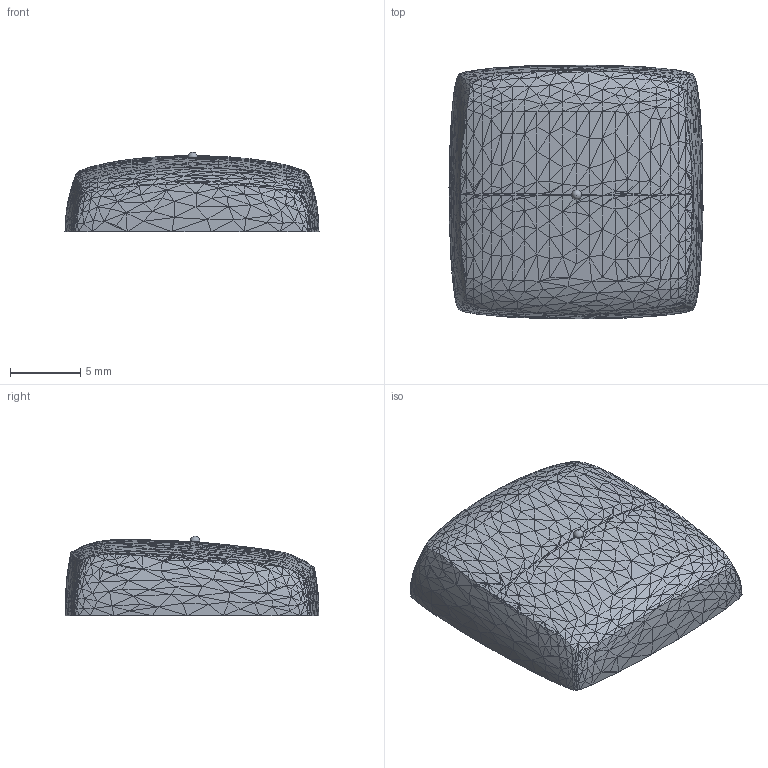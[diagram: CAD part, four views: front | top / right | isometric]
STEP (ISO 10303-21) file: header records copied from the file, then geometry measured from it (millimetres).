
FILE_DESCRIPTION(('FreeCAD Model'),'2;1');
FILE_NAME('Open CASCADE Shape Model','2026-02-01T02:23:39',(''),(''), 'Open CASCADE STEP processor 7.8','FreeCAD','Unknown');
FILE_SCHEMA(('AUTOMOTIVE_DESIGN { 1 0 10303 214 1 1 1 1 }'));
Length unit declared in the file: millimetre
Products named in the file (1): Fillet
Bounding box: 18.06 x 18.05 x 5.64 mm (x, y, z)
Volume: 936.3 mm3; surface area: 941.6 mm2
Topology: 1 solids, 1 shells, 1847 faces, 2780 edges, 934 vertices
Faces by surface type: plane 1845, cylinder 1, sphere 1
Full cylindrical faces by diameter (mm): 0.7 x1
Entity records: 36132 total; most frequent: DIRECTION 6480, CARTESIAN_POINT 5561, ORIENTED_EDGE 5558, EDGE_CURVE 2779, LINE 2774, VECTOR 2774, AXIS2_PLACEMENT_3D 1853, ADVANCED_FACE 1847
